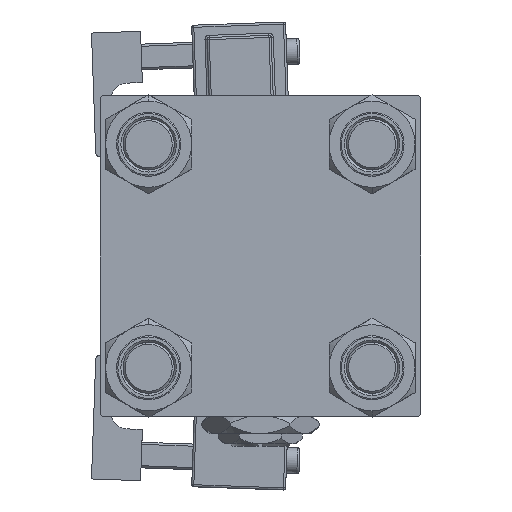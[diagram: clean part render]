
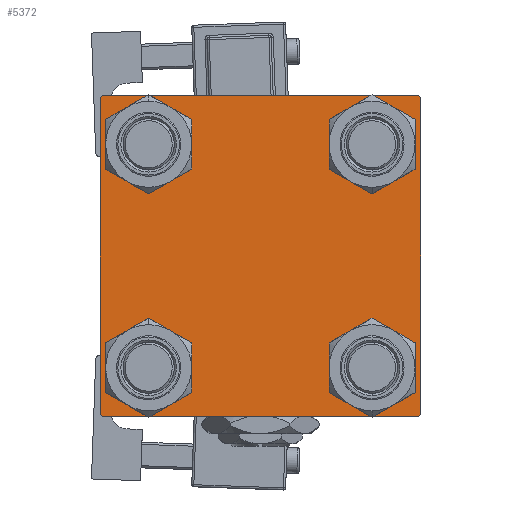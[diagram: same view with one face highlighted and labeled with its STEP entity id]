
A CAD part, left-side view. The second image highlights one B-rep face of the part: STEP entity #5372.
In plain terms, the highlighted planar face has unit normal (-1, 0, 0).
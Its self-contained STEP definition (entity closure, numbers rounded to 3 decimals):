
#342 = LINE ( 'NONE', #35068, #15257 ) ;
#1778 = CARTESIAN_POINT ( 'NONE',  ( 0., 37.5, 37.5 ) ) ;
#1989 = AXIS2_PLACEMENT_3D ( 'NONE', #50464, #11492, #54732 ) ;
#2068 = ORIENTED_EDGE ( 'NONE', *, *, #2212, .T. ) ;
#2195 = VERTEX_POINT ( 'NONE', #10321 ) ;
#2212 = EDGE_CURVE ( 'NONE', #47571, #45725, #45883, .T. ) ;
#3222 = FACE_BOUND ( 'NONE', #37533, .T. ) ;
#3792 = PLANE ( 'NONE',  #28704 ) ;
#3991 = EDGE_LOOP ( 'NONE', ( #39417, #45066 ) ) ;
#4183 = DIRECTION ( 'NONE',  ( 1., 0., 0. ) ) ;
#4901 = CIRCLE ( 'NONE', #38546, 6.5 ) ;
#5372 = ADVANCED_FACE ( 'NONE', ( #29965, #25427, #34242, #3222, #20586 ), #3792, .T. ) ;
#5563 = ORIENTED_EDGE ( 'NONE', *, *, #54848, .T. ) ;
#5567 = DIRECTION ( 'NONE',  ( 0., 0., 1. ) ) ;
#5881 = CARTESIAN_POINT ( 'NONE',  ( 0., 26.15, 26.15 ) ) ;
#6063 = CARTESIAN_POINT ( 'NONE',  ( 0., 37.25, 37.25 ) ) ;
#6117 = AXIS2_PLACEMENT_3D ( 'NONE', #47421, #21530, #25519 ) ;
#6129 = DIRECTION ( 'NONE',  ( 1., 0., 0. ) ) ;
#6535 = EDGE_CURVE ( 'NONE', #2195, #56276, #44924, .T. ) ;
#7470 = VECTOR ( 'NONE', #25368, 1000. ) ;
#7742 = CARTESIAN_POINT ( 'NONE',  ( 0., -37., -37.5 ) ) ;
#9502 = VECTOR ( 'NONE', #23413, 1000. ) ;
#9825 = CARTESIAN_POINT ( 'NONE',  ( 0., -26.15, -26.15 ) ) ;
#9829 = ORIENTED_EDGE ( 'NONE', *, *, #26757, .T. ) ;
#10222 = CARTESIAN_POINT ( 'NONE',  ( 0., 37.5, 37.5 ) ) ;
#10321 = CARTESIAN_POINT ( 'NONE',  ( 0., -37.5, 37. ) ) ;
#10505 = LINE ( 'NONE', #10222, #47023 ) ;
#11238 = CARTESIAN_POINT ( 'NONE',  ( 0., -26.15, 26.15 ) ) ;
#11427 = EDGE_LOOP ( 'NONE', ( #48766, #16745 ) ) ;
#11492 = DIRECTION ( 'NONE',  ( 1., 0., 0. ) ) ;
#11793 = ORIENTED_EDGE ( 'NONE', *, *, #51683, .T. ) ;
#12397 = VECTOR ( 'NONE', #48911, 1000. ) ;
#12968 = LINE ( 'NONE', #1778, #38241 ) ;
#13145 = CIRCLE ( 'NONE', #42218, 6.5 ) ;
#13384 = VERTEX_POINT ( 'NONE', #40561 ) ;
#13554 = CARTESIAN_POINT ( 'NONE',  ( 0., -37., 37.5 ) ) ;
#13794 = EDGE_LOOP ( 'NONE', ( #47799, #5563 ) ) ;
#13921 = ORIENTED_EDGE ( 'NONE', *, *, #24459, .T. ) ;
#14966 = DIRECTION ( 'NONE',  ( 0., 0., 1. ) ) ;
#15257 = VECTOR ( 'NONE', #43604, 1000. ) ;
#16430 = EDGE_CURVE ( 'NONE', #47571, #56276, #12968, .T. ) ;
#16522 = CARTESIAN_POINT ( 'NONE',  ( 0., 37.5, 37. ) ) ;
#16745 = ORIENTED_EDGE ( 'NONE', *, *, #20022, .T. ) ;
#17295 = CARTESIAN_POINT ( 'NONE',  ( 0., 26.15, 26.15 ) ) ;
#18317 = CARTESIAN_POINT ( 'NONE',  ( 0., 26.15, 19.65 ) ) ;
#18598 = EDGE_CURVE ( 'NONE', #32760, #24561, #50109, .T. ) ;
#19646 = VERTEX_POINT ( 'NONE', #49408 ) ;
#20022 = EDGE_CURVE ( 'NONE', #27490, #21624, #21081, .T. ) ;
#20261 = LINE ( 'NONE', #33354, #20299 ) ;
#20299 = VECTOR ( 'NONE', #23959, 1000. ) ;
#20377 = EDGE_CURVE ( 'NONE', #43292, #19646, #33621, .T. ) ;
#20586 = FACE_OUTER_BOUND ( 'NONE', #26931, .T. ) ;
#20707 = DIRECTION ( 'NONE',  ( 1., 0., 0. ) ) ;
#20828 = VERTEX_POINT ( 'NONE', #35991 ) ;
#21081 = CIRCLE ( 'NONE', #1989, 6.5 ) ;
#21148 = DIRECTION ( 'NONE',  ( -1., 0., 0. ) ) ;
#21437 = CARTESIAN_POINT ( 'NONE',  ( 0., -26.15, 19.65 ) ) ;
#21530 = DIRECTION ( 'NONE',  ( 1., 0., 0. ) ) ;
#21624 = VERTEX_POINT ( 'NONE', #21665 ) ;
#21665 = CARTESIAN_POINT ( 'NONE',  ( 0., 26.15, -19.65 ) ) ;
#22109 = DIRECTION ( 'NONE',  ( 1., 0., 0. ) ) ;
#22423 = EDGE_CURVE ( 'NONE', #13384, #43292, #20261, .T. ) ;
#22821 = DIRECTION ( 'NONE',  ( 0., -1., 0. ) ) ;
#23212 = CIRCLE ( 'NONE', #55922, 6.5 ) ;
#23413 = DIRECTION ( 'NONE',  ( 0., 0.707, -0.707 ) ) ;
#23529 = CIRCLE ( 'NONE', #37053, 6.5 ) ;
#23959 = DIRECTION ( 'NONE',  ( 0., -1., 0. ) ) ;
#24459 = EDGE_CURVE ( 'NONE', #44544, #44795, #4901, .T. ) ;
#24561 = VERTEX_POINT ( 'NONE', #35476 ) ;
#25368 = DIRECTION ( 'NONE',  ( 0., -0.707, 0.707 ) ) ;
#25427 = FACE_BOUND ( 'NONE', #13794, .T. ) ;
#25519 = DIRECTION ( 'NONE',  ( 0., 0., 1. ) ) ;
#25918 = CARTESIAN_POINT ( 'NONE',  ( 0., -37.25, -37.25 ) ) ;
#26637 = CARTESIAN_POINT ( 'NONE',  ( 0., 37., 37.5 ) ) ;
#26757 = EDGE_CURVE ( 'NONE', #44795, #44544, #50301, .T. ) ;
#26931 = EDGE_LOOP ( 'NONE', ( #43151, #11793, #31298, #51355, #33130, #43153, #43810, #2068 ) ) ;
#27194 = CARTESIAN_POINT ( 'NONE',  ( 0., -26.15, -26.15 ) ) ;
#27490 = VERTEX_POINT ( 'NONE', #33816 ) ;
#27554 = AXIS2_PLACEMENT_3D ( 'NONE', #5881, #22109, #40028 ) ;
#28704 = AXIS2_PLACEMENT_3D ( 'NONE', #37951, #21148, #55860 ) ;
#29525 = CARTESIAN_POINT ( 'NONE',  ( 0., -26.15, 26.15 ) ) ;
#29965 = FACE_BOUND ( 'NONE', #3991, .T. ) ;
#30749 = EDGE_CURVE ( 'NONE', #48521, #50558, #23212, .T. ) ;
#30864 = EDGE_CURVE ( 'NONE', #2195, #19646, #51060, .T. ) ;
#31298 = ORIENTED_EDGE ( 'NONE', *, *, #22423, .T. ) ;
#32128 = DIRECTION ( 'NONE',  ( 0., 0., -1. ) ) ;
#32760 = VERTEX_POINT ( 'NONE', #21437 ) ;
#33130 = ORIENTED_EDGE ( 'NONE', *, *, #30864, .F. ) ;
#33354 = CARTESIAN_POINT ( 'NONE',  ( 0., 37.5, -37.5 ) ) ;
#33621 = LINE ( 'NONE', #25918, #7470 ) ;
#33816 = CARTESIAN_POINT ( 'NONE',  ( 0., 26.15, -32.65 ) ) ;
#34242 = FACE_BOUND ( 'NONE', #11427, .T. ) ;
#34278 = CARTESIAN_POINT ( 'NONE',  ( 0., -37.5, 37.5 ) ) ;
#34408 = EDGE_CURVE ( 'NONE', #21624, #27490, #36095, .T. ) ;
#35068 = CARTESIAN_POINT ( 'NONE',  ( 0., 37.25, -37.25 ) ) ;
#35476 = CARTESIAN_POINT ( 'NONE',  ( 0., -26.15, 32.65 ) ) ;
#35643 = EDGE_CURVE ( 'NONE', #45725, #20828, #10505, .T. ) ;
#35991 = CARTESIAN_POINT ( 'NONE',  ( 0., 37.5, -37. ) ) ;
#36095 = CIRCLE ( 'NONE', #6117, 6.5 ) ;
#36582 = DIRECTION ( 'NONE',  ( 1., 0., 0. ) ) ;
#37053 = AXIS2_PLACEMENT_3D ( 'NONE', #9825, #6129, #5567 ) ;
#37533 = EDGE_LOOP ( 'NONE', ( #9829, #13921 ) ) ;
#37951 = CARTESIAN_POINT ( 'NONE',  ( 0., 0., 0. ) ) ;
#38241 = VECTOR ( 'NONE', #22821, 1000. ) ;
#38546 = AXIS2_PLACEMENT_3D ( 'NONE', #17295, #20707, #55692 ) ;
#38896 = DIRECTION ( 'NONE',  ( 0., 0., 1. ) ) ;
#39197 = AXIS2_PLACEMENT_3D ( 'NONE', #29525, #41790, #41497 ) ;
#39417 = ORIENTED_EDGE ( 'NONE', *, *, #44253, .T. ) ;
#39528 = CARTESIAN_POINT ( 'NONE',  ( 0., -37.25, 37.25 ) ) ;
#40028 = DIRECTION ( 'NONE',  ( 0., 0., 1. ) ) ;
#40561 = CARTESIAN_POINT ( 'NONE',  ( 0., 37., -37.5 ) ) ;
#41497 = DIRECTION ( 'NONE',  ( 0., 0., 1. ) ) ;
#41691 = DIRECTION ( 'NONE',  ( 0., 0., -1. ) ) ;
#41790 = DIRECTION ( 'NONE',  ( 1., 0., 0. ) ) ;
#42218 = AXIS2_PLACEMENT_3D ( 'NONE', #11238, #36582, #14966 ) ;
#42475 = CARTESIAN_POINT ( 'NONE',  ( 0., 26.15, 32.65 ) ) ;
#43151 = ORIENTED_EDGE ( 'NONE', *, *, #35643, .T. ) ;
#43153 = ORIENTED_EDGE ( 'NONE', *, *, #6535, .T. ) ;
#43292 = VERTEX_POINT ( 'NONE', #7742 ) ;
#43604 = DIRECTION ( 'NONE',  ( 0., -0.707, -0.707 ) ) ;
#43810 = ORIENTED_EDGE ( 'NONE', *, *, #16430, .F. ) ;
#44253 = EDGE_CURVE ( 'NONE', #24561, #32760, #13145, .T. ) ;
#44441 = CARTESIAN_POINT ( 'NONE',  ( 0., -26.15, -19.65 ) ) ;
#44544 = VERTEX_POINT ( 'NONE', #18317 ) ;
#44795 = VERTEX_POINT ( 'NONE', #42475 ) ;
#44924 = LINE ( 'NONE', #39528, #12397 ) ;
#45066 = ORIENTED_EDGE ( 'NONE', *, *, #18598, .T. ) ;
#45725 = VERTEX_POINT ( 'NONE', #16522 ) ;
#45883 = LINE ( 'NONE', #6063, #9502 ) ;
#47023 = VECTOR ( 'NONE', #32128, 1000. ) ;
#47421 = CARTESIAN_POINT ( 'NONE',  ( 0., 26.15, -26.15 ) ) ;
#47571 = VERTEX_POINT ( 'NONE', #26637 ) ;
#47799 = ORIENTED_EDGE ( 'NONE', *, *, #30749, .T. ) ;
#48521 = VERTEX_POINT ( 'NONE', #44441 ) ;
#48766 = ORIENTED_EDGE ( 'NONE', *, *, #34408, .T. ) ;
#48911 = DIRECTION ( 'NONE',  ( 0., 0.707, 0.707 ) ) ;
#49408 = CARTESIAN_POINT ( 'NONE',  ( 0., -37.5, -37. ) ) ;
#49536 = VECTOR ( 'NONE', #41691, 1000. ) ;
#50109 = CIRCLE ( 'NONE', #39197, 6.5 ) ;
#50301 = CIRCLE ( 'NONE', #27554, 6.5 ) ;
#50464 = CARTESIAN_POINT ( 'NONE',  ( 0., 26.15, -26.15 ) ) ;
#50558 = VERTEX_POINT ( 'NONE', #52468 ) ;
#51060 = LINE ( 'NONE', #34278, #49536 ) ;
#51355 = ORIENTED_EDGE ( 'NONE', *, *, #20377, .T. ) ;
#51683 = EDGE_CURVE ( 'NONE', #20828, #13384, #342, .T. ) ;
#52468 = CARTESIAN_POINT ( 'NONE',  ( 0., -26.15, -32.65 ) ) ;
#54732 = DIRECTION ( 'NONE',  ( 0., 0., 1. ) ) ;
#54848 = EDGE_CURVE ( 'NONE', #50558, #48521, #23529, .T. ) ;
#55692 = DIRECTION ( 'NONE',  ( 0., 0., 1. ) ) ;
#55860 = DIRECTION ( 'NONE',  ( 0., 0., 1. ) ) ;
#55922 = AXIS2_PLACEMENT_3D ( 'NONE', #27194, #4183, #38896 ) ;
#56276 = VERTEX_POINT ( 'NONE', #13554 ) ;
